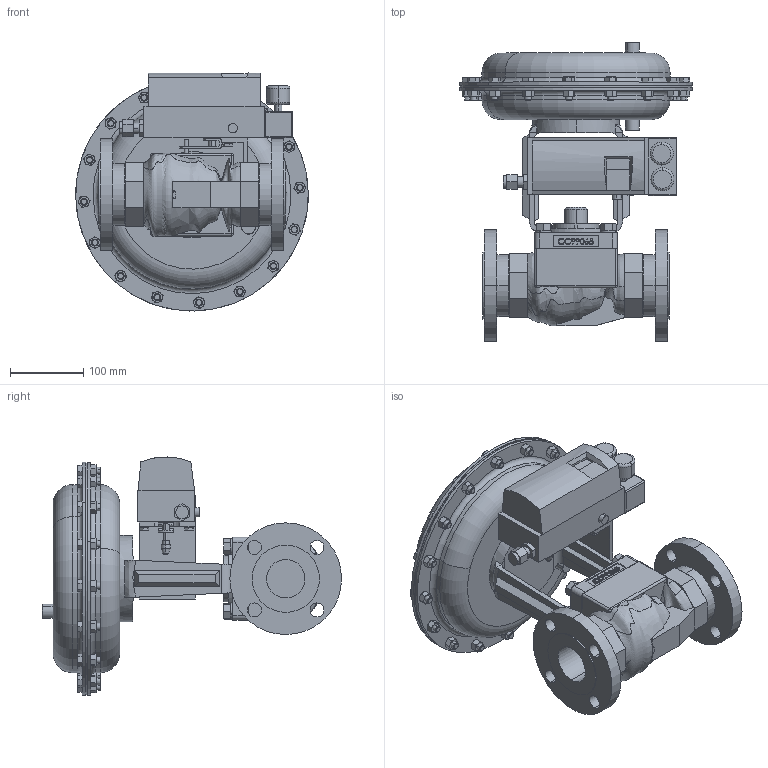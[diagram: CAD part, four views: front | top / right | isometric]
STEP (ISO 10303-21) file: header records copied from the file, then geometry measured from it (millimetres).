
FILE_DESCRIPTION (( 'STEP AP203' ), '1' );
FILE_NAME ('78SP-200-BR+CS+S6-I5-55M-16IQ.step', '2017-09-25T17:14:21', ( '' ), ( '' ), 'SwSTEP 2.0', 'SolidWorks 2014', '' );
FILE_SCHEMA (( 'CONFIG_CONTROL_DESIGN' ));
Products named in the file (1): 78SP-200-BR+CS+S6-I5-55M-16IQ
Bounding box: 317.42 x 408.21 x 324.8 mm (x, y, z)
Volume: 8455059.9 mm3; surface area: 1041172.1 mm2
Topology: 57 solids, 57 shells, 1413 faces, 3190 edges, 1966 vertices
Faces by surface type: plane 645, cone 406, cylinder 220, bspline 102, torus 30, sphere 10
Entity records: 53717 total; most frequent: CARTESIAN_POINT 23718, ORIENTED_EDGE 6368, DIRECTION 5745, EDGE_CURVE 3184, AXIS2_PLACEMENT_3D 2210, VERTEX_POINT 1966, EDGE_LOOP 1514, ADVANCED_FACE 1413
